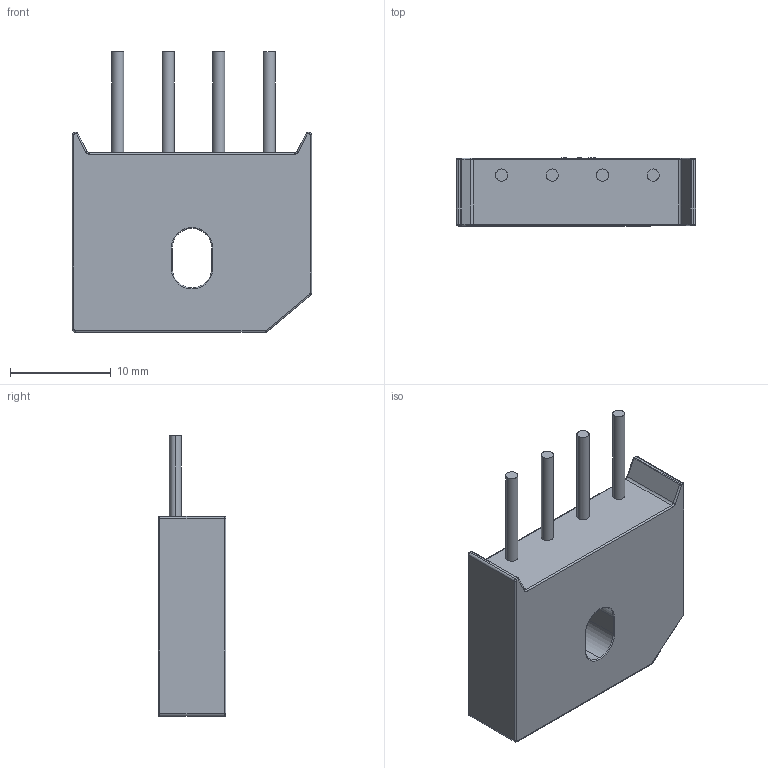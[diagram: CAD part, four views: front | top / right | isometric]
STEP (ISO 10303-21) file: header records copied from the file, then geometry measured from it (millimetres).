
FILE_DESCRIPTION (( 'STEP AP214' ), '1' );
FILE_NAME ('80ED0838-2078-4E7C-981E-36E72445FF86.STEP', '2023-08-30T10:23:06', ( '' ), ( '' ), 'SwSTEP 2.0', 'SolidWorks 2022', '' );
FILE_SCHEMA (( 'AUTOMOTIVE_DESIGN' ));
Length unit declared in the file: millimetre
Products named in the file (1): 80ED0838-2078-4E7C-981E-36E72445FF86
Bounding box: 23.7 x 6.71 x 27.8 mm (x, y, z)
Volume: 2708.8 mm3; surface area: 1623.9 mm2
Topology: 1 solids, 1 shells, 224 faces, 562 edges, 356 vertices
Faces by surface type: plane 101, bspline 61, cylinder 42, torus 20
Entity records: 10342 total; most frequent: CARTESIAN_POINT 4576, ORIENTED_EDGE 1116, DIRECTION 864, EDGE_CURVE 558, VERTEX_POINT 356, LINE 336, VECTOR 336, AXIS2_PLACEMENT_3D 264
